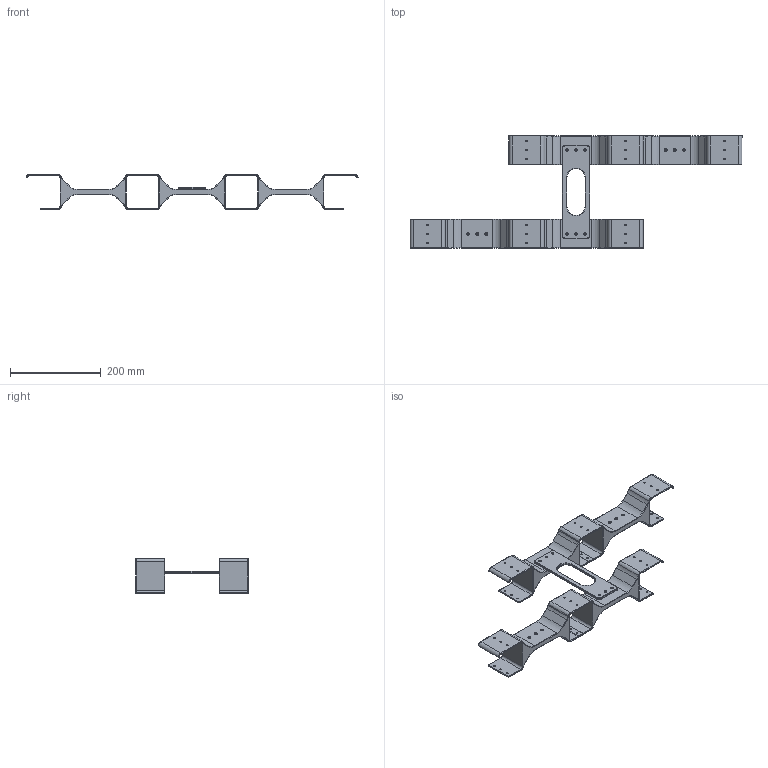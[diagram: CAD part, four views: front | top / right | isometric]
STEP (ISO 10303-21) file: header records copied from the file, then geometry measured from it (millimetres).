
FILE_DESCRIPTION(/* description */ ('','CAx-IF Rec.Pracs.---Representation and Presentation of Product Manufacturing Information (PMI)---4.0---2014-10-13'),/* implementation_level */ '2;1');
FILE_NAME(/* name */ 'eduboat v4.step',/* time_stamp */ '2025-01-10T16:47:20+08:00',/* author */ (''),/* organization */ (''),/* preprocessor_version */ 'ST-DEVELOPER v20',/* originating_system */ 'Autodesk Translation Framework v13.20.0.188',/* authorisation */ '');
FILE_SCHEMA (('AP242_MANAGED_MODEL_BASED_3D_ENGINEERING_MIM_LF { 1 0 10303 442 1 1 4 }'));
Length unit declared in the file: millimetre
Products named in the file (2): eduboat; chapai-bottle profile
Assembly tree (4 placements, depth 2):
  eduboat
    chapai-bottle profile  x4
Bounding box: 731.84 x 248.8 x 78 mm (x, y, z)
Volume: 1087129.4 mm3; surface area: 301178.5 mm2
Topology: 5 solids, 5 shells, 724 faces, 1628 edges, 926 vertices
Faces by surface type: cylinder 368, torus 184, plane 108, sphere 64
Full cylindrical faces by diameter (mm): 3.4 x6, 3.6 x60, 6.5 x12
Entity records: 6408 total; most frequent: DIRECTION 1282, CARTESIAN_POINT 1025, ORIENTED_EDGE 1012, AXIS2_PLACEMENT_3D 547, EDGE_CURVE 506, CIRCLE 318, VERTEX_POINT 290, EDGE_LOOP 270
